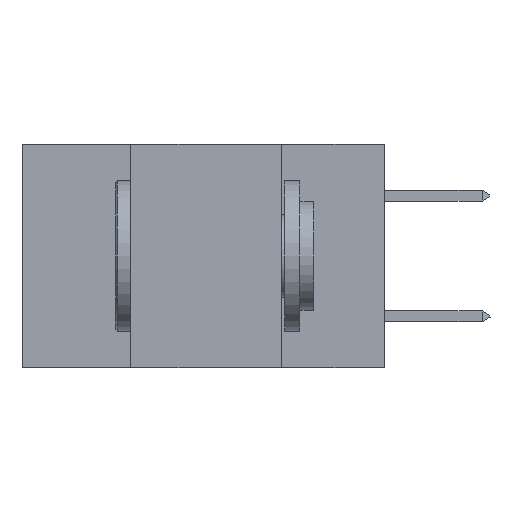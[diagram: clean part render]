
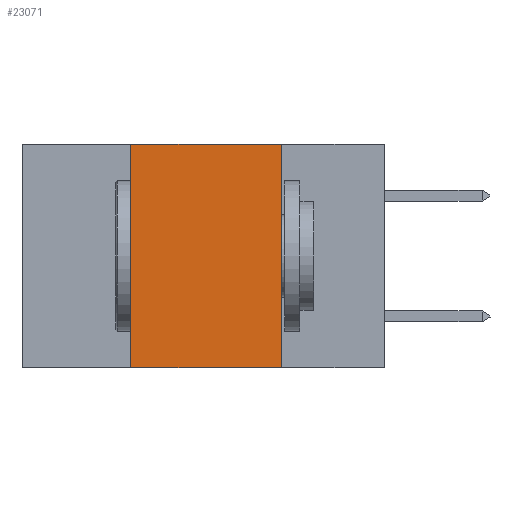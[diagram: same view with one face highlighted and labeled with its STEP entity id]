
A CAD part, left-side view. The second image highlights one B-rep face of the part: STEP entity #23071.
In plain terms, the highlighted planar face has unit normal (-1, 0, 0).
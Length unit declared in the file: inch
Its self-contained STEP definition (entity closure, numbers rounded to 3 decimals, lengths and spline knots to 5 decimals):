
#1320 = FACE_OUTER_BOUND ( 'NONE', #9945, .T. ) ;
#4099 = CARTESIAN_POINT ( 'NONE',  ( 0., 0.6, -0.37 ) ) ;
#6456 = VERTEX_POINT ( 'NONE', #26424 ) ;
#8007 = VECTOR ( 'NONE', #29246, 39.37008 ) ;
#8410 = ORIENTED_EDGE ( 'NONE', *, *, #37646, .F. ) ;
#8988 = DIRECTION ( 'NONE',  ( 1., 0., 0. ) ) ;
#9945 = EDGE_LOOP ( 'NONE', ( #8410, #26457, #36619, #10042 ) ) ;
#10042 = ORIENTED_EDGE ( 'NONE', *, *, #30631, .T. ) ;
#10399 = LINE ( 'NONE', #15667, #17734 ) ;
#10612 = CARTESIAN_POINT ( 'NONE',  ( 0., 0.6, 0. ) ) ;
#11976 = CARTESIAN_POINT ( 'NONE',  ( 0., 0.17, -0.37 ) ) ;
#12067 = VERTEX_POINT ( 'NONE', #35524 ) ;
#12447 = VERTEX_POINT ( 'NONE', #24845 ) ;
#13735 = EDGE_CURVE ( 'NONE', #6456, #12067, #10399, .T. ) ;
#15144 = PLANE ( 'NONE',  #20897 ) ;
#15667 = CARTESIAN_POINT ( 'NONE',  ( 0., 0.42, 0. ) ) ;
#16318 = LINE ( 'NONE', #10612, #8007 ) ;
#17734 = VECTOR ( 'NONE', #18806, 39.37008 ) ;
#18806 = DIRECTION ( 'NONE',  ( 0., 0., 1. ) ) ;
#18878 = EDGE_CURVE ( 'NONE', #12067, #12447, #16318, .T. ) ;
#20897 = AXIS2_PLACEMENT_3D ( 'NONE', #27646, #8988, #30757 ) ;
#22759 = DIRECTION ( 'NONE',  ( 0., 0., -1. ) ) ;
#23071 = ADVANCED_FACE ( 'NONE', ( #1320 ), #15144, .F. ) ;
#24773 = VECTOR ( 'NONE', #32208, 39.37008 ) ;
#24845 = CARTESIAN_POINT ( 'NONE',  ( 0., 0.17, 0. ) ) ;
#25883 = CARTESIAN_POINT ( 'NONE',  ( 0., 0.17, 0. ) ) ;
#26424 = CARTESIAN_POINT ( 'NONE',  ( 0., 0.42, -0.37 ) ) ;
#26457 = ORIENTED_EDGE ( 'NONE', *, *, #18878, .F. ) ;
#27646 = CARTESIAN_POINT ( 'NONE',  ( 0., 0.6, 0. ) ) ;
#29246 = DIRECTION ( 'NONE',  ( 0., -1., 0. ) ) ;
#30631 = EDGE_CURVE ( 'NONE', #6456, #38686, #33020, .T. ) ;
#30757 = DIRECTION ( 'NONE',  ( 0., 0., -1. ) ) ;
#32208 = DIRECTION ( 'NONE',  ( 0., -1., 0. ) ) ;
#33020 = LINE ( 'NONE', #4099, #24773 ) ;
#34174 = VECTOR ( 'NONE', #22759, 39.37008 ) ;
#35119 = LINE ( 'NONE', #25883, #34174 ) ;
#35524 = CARTESIAN_POINT ( 'NONE',  ( 0., 0.42, 0. ) ) ;
#36619 = ORIENTED_EDGE ( 'NONE', *, *, #13735, .F. ) ;
#37646 = EDGE_CURVE ( 'NONE', #12447, #38686, #35119, .T. ) ;
#38686 = VERTEX_POINT ( 'NONE', #11976 ) ;
